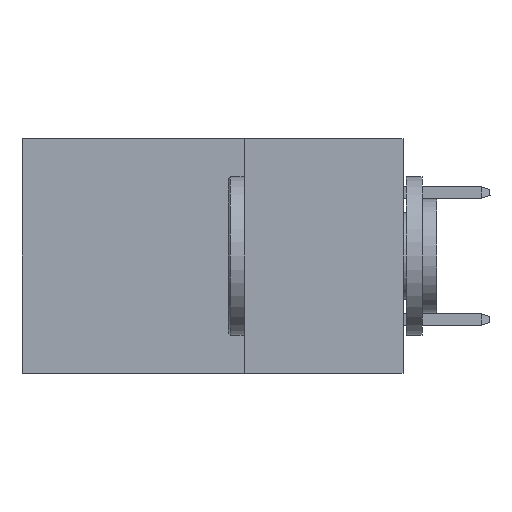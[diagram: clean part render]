
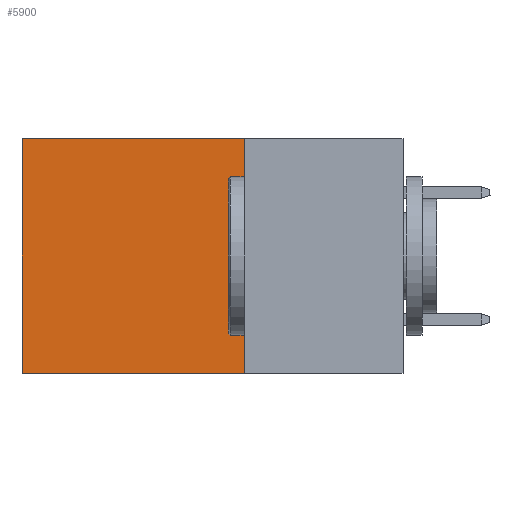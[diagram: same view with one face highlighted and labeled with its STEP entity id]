
A CAD part, left-side view. The second image highlights one B-rep face of the part: STEP entity #5900.
In plain terms, the highlighted planar face has unit normal (-1, 0, 0).
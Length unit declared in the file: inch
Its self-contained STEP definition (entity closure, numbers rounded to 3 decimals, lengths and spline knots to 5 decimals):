
#1774 = CARTESIAN_POINT ( 'NONE',  ( 0.2875, 0.25, -0.37 ) ) ;
#2093 = CARTESIAN_POINT ( 'NONE',  ( 0.2875, 0.25, 0. ) ) ;
#3224 = CARTESIAN_POINT ( 'NONE',  ( 0.2875, 0.25, 0. ) ) ;
#3551 = ORIENTED_EDGE ( 'NONE', *, *, #21608, .T. ) ;
#4038 = VECTOR ( 'NONE', #30127, 39.37008 ) ;
#5696 = VERTEX_POINT ( 'NONE', #28026 ) ;
#5708 = ORIENTED_EDGE ( 'NONE', *, *, #20682, .T. ) ;
#5900 = ADVANCED_FACE ( 'NONE', ( #13318 ), #9153, .F. ) ;
#6486 = EDGE_CURVE ( 'NONE', #27854, #10250, #33524, .T. ) ;
#8547 = VECTOR ( 'NONE', #19437, 39.37008 ) ;
#9153 = PLANE ( 'NONE',  #40838 ) ;
#9598 = CARTESIAN_POINT ( 'NONE',  ( 0.2875, 0.25, -0.37 ) ) ;
#10250 = VERTEX_POINT ( 'NONE', #1774 ) ;
#12130 = ORIENTED_EDGE ( 'NONE', *, *, #6486, .F. ) ;
#13318 = FACE_OUTER_BOUND ( 'NONE', #30152, .T. ) ;
#15104 = DIRECTION ( 'NONE',  ( 1., 0., 0. ) ) ;
#16041 = DIRECTION ( 'NONE',  ( 0., 1., 0. ) ) ;
#16973 = CARTESIAN_POINT ( 'NONE',  ( 0.2875, 0.25, 0. ) ) ;
#18954 = LINE ( 'NONE', #28779, #29281 ) ;
#19388 = ORIENTED_EDGE ( 'NONE', *, *, #29329, .F. ) ;
#19437 = DIRECTION ( 'NONE',  ( 0., 1., 0. ) ) ;
#19631 = CARTESIAN_POINT ( 'NONE',  ( 0.2875, 0.6, -0.37 ) ) ;
#20682 = EDGE_CURVE ( 'NONE', #5696, #29236, #18954, .T. ) ;
#21608 = EDGE_CURVE ( 'NONE', #27854, #5696, #38677, .T. ) ;
#22180 = DIRECTION ( 'NONE',  ( 0., 0., -1. ) ) ;
#27854 = VERTEX_POINT ( 'NONE', #16973 ) ;
#28026 = CARTESIAN_POINT ( 'NONE',  ( 0.2875, 0.6, 0. ) ) ;
#28779 = CARTESIAN_POINT ( 'NONE',  ( 0.2875, 0.6, 0. ) ) ;
#29236 = VERTEX_POINT ( 'NONE', #19631 ) ;
#29281 = VECTOR ( 'NONE', #31122, 39.37008 ) ;
#29329 = EDGE_CURVE ( 'NONE', #10250, #29236, #38835, .T. ) ;
#30127 = DIRECTION ( 'NONE',  ( 0., 0., -1. ) ) ;
#30152 = EDGE_LOOP ( 'NONE', ( #5708, #19388, #12130, #3551 ) ) ;
#31122 = DIRECTION ( 'NONE',  ( 0., 0., -1. ) ) ;
#33524 = LINE ( 'NONE', #39521, #4038 ) ;
#34803 = VECTOR ( 'NONE', #16041, 39.37008 ) ;
#38677 = LINE ( 'NONE', #3224, #34803 ) ;
#38835 = LINE ( 'NONE', #9598, #8547 ) ;
#39521 = CARTESIAN_POINT ( 'NONE',  ( 0.2875, 0.25, 0. ) ) ;
#40838 = AXIS2_PLACEMENT_3D ( 'NONE', #2093, #15104, #22180 ) ;
